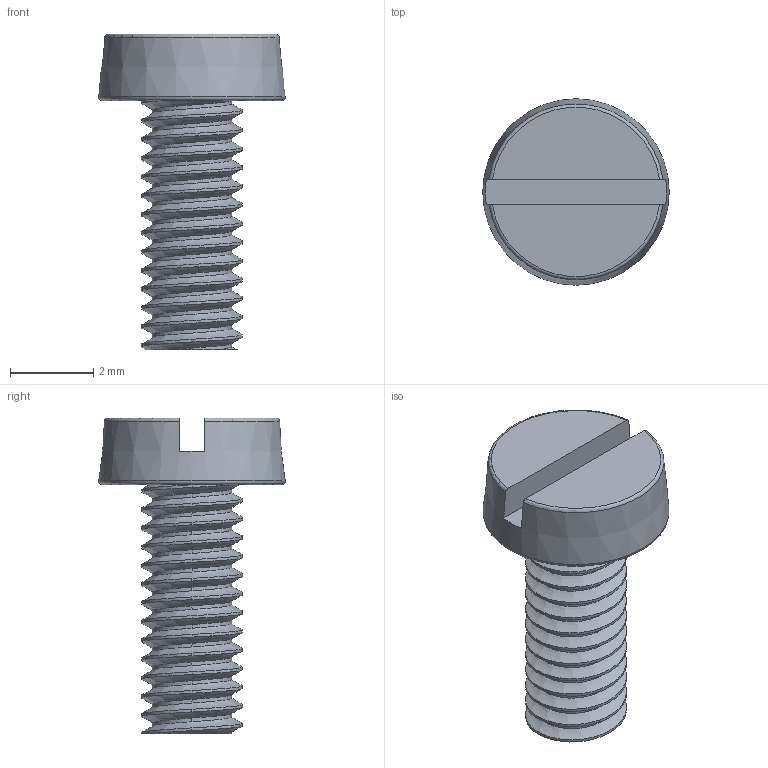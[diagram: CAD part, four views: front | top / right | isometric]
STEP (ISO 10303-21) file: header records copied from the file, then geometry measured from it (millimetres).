
FILE_DESCRIPTION(/* description */ (''),/* implementation_level */ '2;1');
FILE_NAME(/* name */ '496497-SFE-M2.5-6-V2-N.stp',/* time_stamp */ '2023-04-26T15:47:16+01:00',/* author */ (''),/* organization */ (''),/* preprocessor_version */ 'ST-DEVELOPER v19.2',/* originating_system */ 'Autodesk Translation Framework v12.4.0.73',/* authorisation */ '');
FILE_SCHEMA (('AUTOMOTIVE_DESIGN { 1 0 10303 214 3 1 1 }'));
Length unit declared in the file: millimetre
Products named in the file (1): Cheese Head Base
Bounding box: 4.48 x 4.48 x 7.6 mm (x, y, z)
Volume: 44 mm3; surface area: 124.6 mm2
Topology: 1 solids, 1 shells, 42 faces, 116 edges, 77 vertices
Faces by surface type: cylinder 29, plane 7, torus 3, bspline 2, cone 1
Full cylindrical faces by diameter (mm): 1.917 x4, 2.43 x8
Entity records: 3117 total; most frequent: CARTESIAN_POINT 2132, ORIENTED_EDGE 232, DIRECTION 146, EDGE_CURVE 116, VERTEX_POINT 77, B_SPLINE_CURVE_WITH_KNOTS 66, AXIS2_PLACEMENT_3D 55, EDGE_LOOP 43
